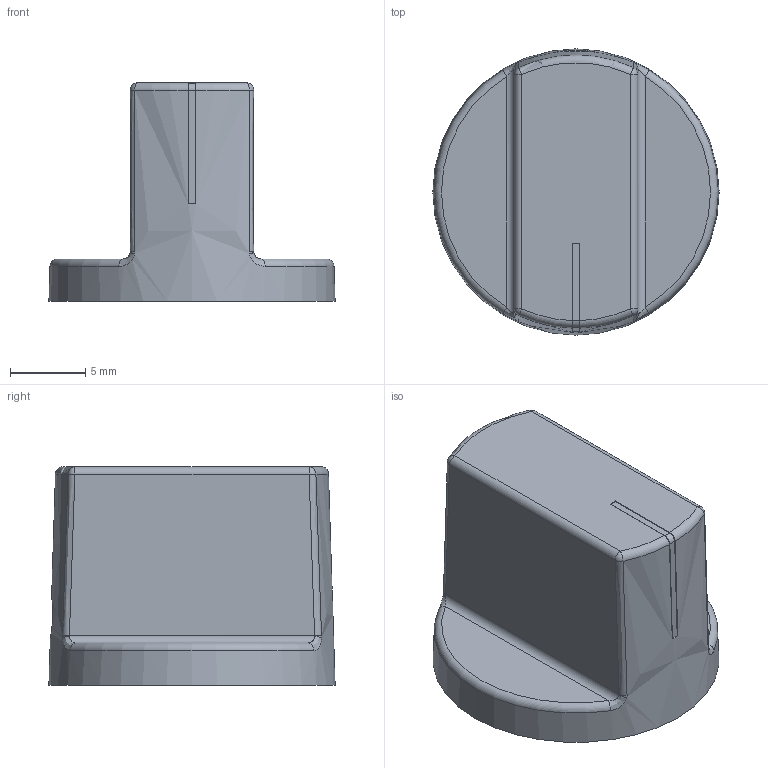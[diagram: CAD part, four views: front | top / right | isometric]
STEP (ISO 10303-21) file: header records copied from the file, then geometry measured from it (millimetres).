
FILE_DESCRIPTION(/* description */ (''),/* implementation_level */ '2;1');
FILE_NAME(/* name */ 'ACCKPP1915NLP14.step',/* time_stamp */ '2025-12-02T08:22:22+02:00',/* author */ (''),/* organization */ (''),/* preprocessor_version */ 'ST-DEVELOPER v20.1',/* originating_system */ 'Autodesk Translation Framework v14.21.0.0',/* authorisation */ '');
FILE_SCHEMA (('AUTOMOTIVE_DESIGN { 1 0 10303 214 3 1 1 }'));
Length unit declared in the file: millimetre
Products named in the file (1): ACCKPP1915NLP14
Bounding box: 19 x 19 x 14.5 mm (x, y, z)
Volume: 1849.6 mm3; surface area: 1823.4 mm2
Topology: 3 solids, 3 shells, 100 faces, 248 edges, 153 vertices
Faces by surface type: cylinder 40, plane 29, bspline 19, torus 5, sphere 4, cone 3
Full cylindrical faces by diameter (mm): 1.875 x7, 2.38 x7, 2.8 x4, 4.832 x2, 6.35 x1, 15 x1
Entity records: 5124 total; most frequent: CARTESIAN_POINT 2939, ORIENTED_EDGE 486, DIRECTION 364, EDGE_CURVE 243, VERTEX_POINT 153, AXIS2_PLACEMENT_3D 141, EDGE_LOOP 108, B_SPLINE_CURVE_WITH_KNOTS 102
